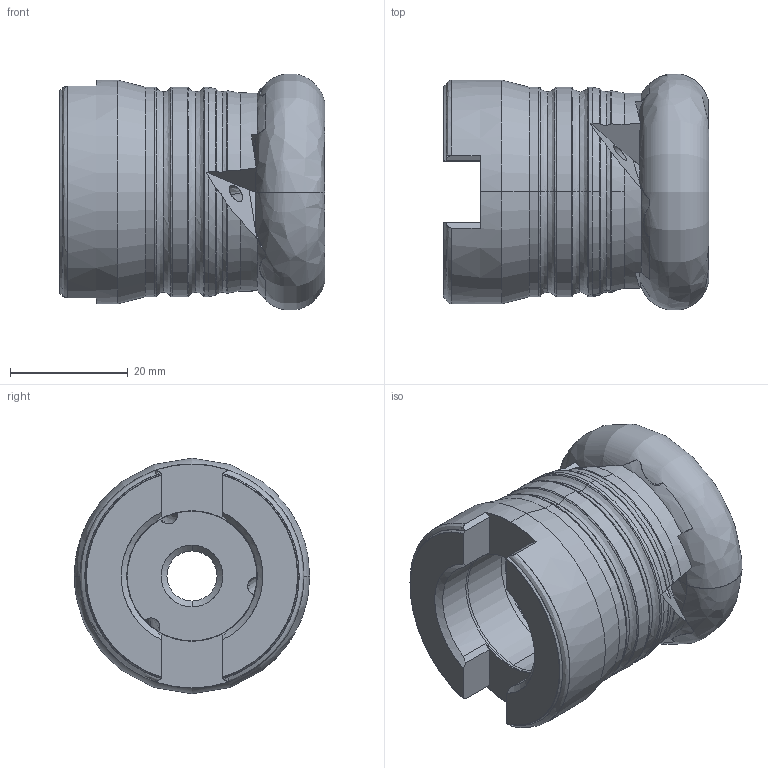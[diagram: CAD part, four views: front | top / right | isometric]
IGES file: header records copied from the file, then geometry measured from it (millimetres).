
Start section: SolidWorks IGES file using analytic representation for surfaces
Global section: file name: 00RK_040_124_3.IGS; native system: SolidWorks 2016; preprocessor: SolidWorks 2016; author: phk; date: 160831.111727; units: millimetre
Bounding box: 45.05 x 39.95 x 39.95 mm (x, y, z)
Surface area: 10517.3 mm2 (no closed solid volume)
Topology: 0 solids, 0 shells, 147 faces, 2352 edges, 2344 vertices
Faces by surface type: bspline 85, revolution 62
